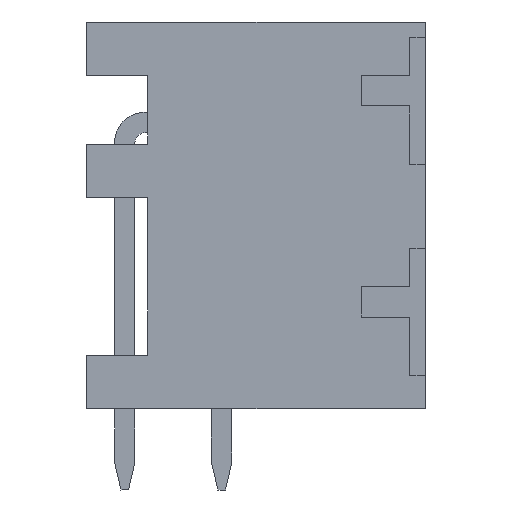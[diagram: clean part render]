
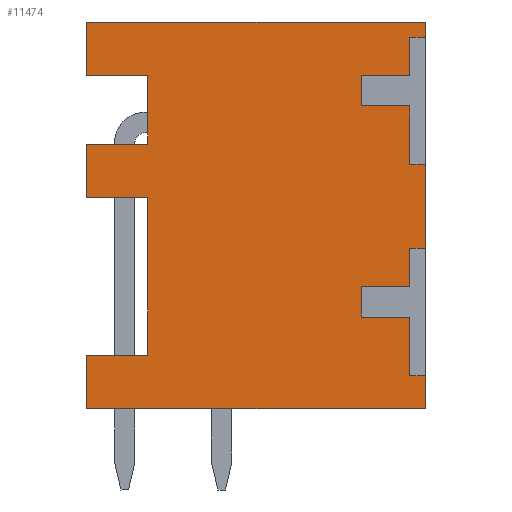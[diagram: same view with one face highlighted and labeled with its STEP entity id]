
A CAD part, left-side view. The second image highlights one B-rep face of the part: STEP entity #11474.
In plain terms, the highlighted planar face has unit normal (-1, 0, 0).
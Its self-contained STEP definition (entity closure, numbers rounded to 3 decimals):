
#11348=AXIS2_PLACEMENT_3D('Plane Axis2P3D',#11345,#11346,#11347) ;
#280=CARTESIAN_POINT('Vertex',(0.3,0.,18.4)) ;
#283=CARTESIAN_POINT('Line Origine',(0.3,0.,18.1)) ;
#287=CARTESIAN_POINT('Vertex',(0.3,0.,17.8)) ;
#308=CARTESIAN_POINT('Vertex',(0.3,0.,12.8)) ;
#311=CARTESIAN_POINT('Line Origine',(0.3,0.,11.15)) ;
#315=CARTESIAN_POINT('Vertex',(0.3,0.,9.5)) ;
#336=CARTESIAN_POINT('Vertex',(0.3,0.,4.5)) ;
#339=CARTESIAN_POINT('Line Origine',(0.3,0.,3.85)) ;
#343=CARTESIAN_POINT('Vertex',(0.3,0.,3.2)) ;
#5200=CARTESIAN_POINT('Vertex',(0.3,13.3,18.4)) ;
#5203=CARTESIAN_POINT('Line Origine',(0.3,6.65,18.4)) ;
#5309=CARTESIAN_POINT('Vertex',(0.3,13.3,16.3)) ;
#5314=CARTESIAN_POINT('Line Origine',(0.3,13.3,17.35)) ;
#6094=CARTESIAN_POINT('Vertex',(0.3,10.9,16.3)) ;
#6099=CARTESIAN_POINT('Line Origine',(0.3,12.1,16.3)) ;
#6463=CARTESIAN_POINT('Vertex',(0.3,10.9,13.6)) ;
#6468=CARTESIAN_POINT('Line Origine',(0.3,10.9,14.95)) ;
#6832=CARTESIAN_POINT('Vertex',(0.3,13.3,13.6)) ;
#6837=CARTESIAN_POINT('Line Origine',(0.3,12.1,13.6)) ;
#7196=CARTESIAN_POINT('Vertex',(0.3,13.3,11.5)) ;
#7201=CARTESIAN_POINT('Line Origine',(0.3,13.3,12.55)) ;
#8397=CARTESIAN_POINT('Vertex',(0.3,10.9,11.5)) ;
#8402=CARTESIAN_POINT('Line Origine',(0.3,12.1,11.5)) ;
#8761=CARTESIAN_POINT('Vertex',(0.3,10.9,5.3)) ;
#8766=CARTESIAN_POINT('Line Origine',(0.3,10.9,8.4)) ;
#9130=CARTESIAN_POINT('Vertex',(0.3,13.3,5.3)) ;
#9135=CARTESIAN_POINT('Line Origine',(0.3,12.1,5.3)) ;
#9494=CARTESIAN_POINT('Vertex',(0.3,13.3,3.2)) ;
#9499=CARTESIAN_POINT('Line Origine',(0.3,13.3,4.25)) ;
#10691=CARTESIAN_POINT('Line Origine',(0.3,6.65,3.2)) ;
#11345=CARTESIAN_POINT('Axis2P3D Location',(0.3,0.,0.)) ;
#11350=CARTESIAN_POINT('Line Origine',(0.3,0.3,12.8)) ;
#11354=CARTESIAN_POINT('Vertex',(0.3,0.6,12.8)) ;
#11357=CARTESIAN_POINT('Line Origine',(0.3,0.6,13.95)) ;
#11361=CARTESIAN_POINT('Vertex',(0.3,0.6,15.1)) ;
#11364=CARTESIAN_POINT('Line Origine',(0.3,1.55,15.1)) ;
#11368=CARTESIAN_POINT('Vertex',(0.3,2.5,15.1)) ;
#11371=CARTESIAN_POINT('Line Origine',(0.3,2.5,15.7)) ;
#11375=CARTESIAN_POINT('Vertex',(0.3,2.5,16.3)) ;
#11378=CARTESIAN_POINT('Line Origine',(0.3,1.55,16.3)) ;
#11382=CARTESIAN_POINT('Vertex',(0.3,0.6,16.3)) ;
#11385=CARTESIAN_POINT('Line Origine',(0.3,0.6,17.05)) ;
#11389=CARTESIAN_POINT('Vertex',(0.3,0.6,17.8)) ;
#11392=CARTESIAN_POINT('Line Origine',(0.3,0.3,17.8)) ;
#11397=CARTESIAN_POINT('Line Origine',(0.3,0.3,4.5)) ;
#11401=CARTESIAN_POINT('Vertex',(0.3,0.6,4.5)) ;
#11404=CARTESIAN_POINT('Line Origine',(0.3,0.6,5.65)) ;
#11408=CARTESIAN_POINT('Vertex',(0.3,0.6,6.8)) ;
#11411=CARTESIAN_POINT('Line Origine',(0.3,1.55,6.8)) ;
#11415=CARTESIAN_POINT('Vertex',(0.3,2.5,6.8)) ;
#11418=CARTESIAN_POINT('Line Origine',(0.3,2.5,7.4)) ;
#11422=CARTESIAN_POINT('Vertex',(0.3,2.5,8.)) ;
#11425=CARTESIAN_POINT('Line Origine',(0.3,1.55,8.)) ;
#11429=CARTESIAN_POINT('Vertex',(0.3,0.6,8.)) ;
#11432=CARTESIAN_POINT('Line Origine',(0.3,0.6,8.75)) ;
#11436=CARTESIAN_POINT('Vertex',(0.3,0.6,9.5)) ;
#11439=CARTESIAN_POINT('Line Origine',(0.3,0.3,9.5)) ;
#284=DIRECTION('Vector Direction',(0.,0.,-1.)) ;
#312=DIRECTION('Vector Direction',(0.,0.,-1.)) ;
#340=DIRECTION('Vector Direction',(0.,0.,-1.)) ;
#5204=DIRECTION('Vector Direction',(0.,-1.,0.)) ;
#5315=DIRECTION('Vector Direction',(0.,0.,1.)) ;
#6100=DIRECTION('Vector Direction',(0.,1.,0.)) ;
#6469=DIRECTION('Vector Direction',(0.,0.,1.)) ;
#6838=DIRECTION('Vector Direction',(0.,-1.,0.)) ;
#7202=DIRECTION('Vector Direction',(0.,0.,1.)) ;
#8403=DIRECTION('Vector Direction',(0.,1.,0.)) ;
#8767=DIRECTION('Vector Direction',(0.,0.,1.)) ;
#9136=DIRECTION('Vector Direction',(0.,-1.,0.)) ;
#9500=DIRECTION('Vector Direction',(0.,0.,1.)) ;
#10692=DIRECTION('Vector Direction',(0.,1.,0.)) ;
#11346=DIRECTION('Axis2P3D Direction',(-1.,0.,0.)) ;
#11347=DIRECTION('Axis2P3D XDirection',(0.,-1.,0.)) ;
#11351=DIRECTION('Vector Direction',(0.,1.,0.)) ;
#11358=DIRECTION('Vector Direction',(0.,0.,1.)) ;
#11365=DIRECTION('Vector Direction',(0.,1.,0.)) ;
#11372=DIRECTION('Vector Direction',(0.,0.,1.)) ;
#11379=DIRECTION('Vector Direction',(0.,-1.,0.)) ;
#11386=DIRECTION('Vector Direction',(0.,0.,1.)) ;
#11393=DIRECTION('Vector Direction',(0.,-1.,0.)) ;
#11398=DIRECTION('Vector Direction',(0.,1.,0.)) ;
#11405=DIRECTION('Vector Direction',(0.,0.,1.)) ;
#11412=DIRECTION('Vector Direction',(0.,1.,0.)) ;
#11419=DIRECTION('Vector Direction',(0.,0.,1.)) ;
#11426=DIRECTION('Vector Direction',(0.,-1.,0.)) ;
#11433=DIRECTION('Vector Direction',(0.,0.,1.)) ;
#11440=DIRECTION('Vector Direction',(0.,-1.,0.)) ;
#285=VECTOR('Line Direction',#284,1.) ;
#313=VECTOR('Line Direction',#312,1.) ;
#341=VECTOR('Line Direction',#340,1.) ;
#5205=VECTOR('Line Direction',#5204,1.) ;
#5316=VECTOR('Line Direction',#5315,1.) ;
#6101=VECTOR('Line Direction',#6100,1.) ;
#6470=VECTOR('Line Direction',#6469,1.) ;
#6839=VECTOR('Line Direction',#6838,1.) ;
#7203=VECTOR('Line Direction',#7202,1.) ;
#8404=VECTOR('Line Direction',#8403,1.) ;
#8768=VECTOR('Line Direction',#8767,1.) ;
#9137=VECTOR('Line Direction',#9136,1.) ;
#9501=VECTOR('Line Direction',#9500,1.) ;
#10693=VECTOR('Line Direction',#10692,1.) ;
#11352=VECTOR('Line Direction',#11351,1.) ;
#11359=VECTOR('Line Direction',#11358,1.) ;
#11366=VECTOR('Line Direction',#11365,1.) ;
#11373=VECTOR('Line Direction',#11372,1.) ;
#11380=VECTOR('Line Direction',#11379,1.) ;
#11387=VECTOR('Line Direction',#11386,1.) ;
#11394=VECTOR('Line Direction',#11393,1.) ;
#11399=VECTOR('Line Direction',#11398,1.) ;
#11406=VECTOR('Line Direction',#11405,1.) ;
#11413=VECTOR('Line Direction',#11412,1.) ;
#11420=VECTOR('Line Direction',#11419,1.) ;
#11427=VECTOR('Line Direction',#11426,1.) ;
#11434=VECTOR('Line Direction',#11433,1.) ;
#11441=VECTOR('Line Direction',#11440,1.) ;
#11445=ORIENTED_EDGE('',*,*,#317,.T.) ;
#11446=ORIENTED_EDGE('',*,*,#11356,.F.) ;
#11447=ORIENTED_EDGE('',*,*,#11363,.F.) ;
#11448=ORIENTED_EDGE('',*,*,#11370,.F.) ;
#11449=ORIENTED_EDGE('',*,*,#11377,.F.) ;
#11450=ORIENTED_EDGE('',*,*,#11384,.F.) ;
#11451=ORIENTED_EDGE('',*,*,#11391,.F.) ;
#11452=ORIENTED_EDGE('',*,*,#11396,.F.) ;
#11453=ORIENTED_EDGE('',*,*,#289,.T.) ;
#11454=ORIENTED_EDGE('',*,*,#5207,.T.) ;
#11455=ORIENTED_EDGE('',*,*,#5318,.T.) ;
#11456=ORIENTED_EDGE('',*,*,#6103,.T.) ;
#11457=ORIENTED_EDGE('',*,*,#6472,.T.) ;
#11458=ORIENTED_EDGE('',*,*,#6841,.T.) ;
#11459=ORIENTED_EDGE('',*,*,#7205,.T.) ;
#11460=ORIENTED_EDGE('',*,*,#8406,.T.) ;
#11461=ORIENTED_EDGE('',*,*,#8770,.T.) ;
#11462=ORIENTED_EDGE('',*,*,#9139,.T.) ;
#11463=ORIENTED_EDGE('',*,*,#9503,.T.) ;
#11464=ORIENTED_EDGE('',*,*,#10695,.T.) ;
#11465=ORIENTED_EDGE('',*,*,#345,.T.) ;
#11466=ORIENTED_EDGE('',*,*,#11403,.F.) ;
#11467=ORIENTED_EDGE('',*,*,#11410,.F.) ;
#11468=ORIENTED_EDGE('',*,*,#11417,.F.) ;
#11469=ORIENTED_EDGE('',*,*,#11424,.F.) ;
#11470=ORIENTED_EDGE('',*,*,#11431,.F.) ;
#11471=ORIENTED_EDGE('',*,*,#11438,.F.) ;
#11472=ORIENTED_EDGE('',*,*,#11443,.F.) ;
#11474=ADVANCED_FACE('HOUSING',(#11473),#11349,.T.) ;
#289=EDGE_CURVE('',#288,#281,#286,.F.) ;
#317=EDGE_CURVE('',#316,#309,#314,.F.) ;
#345=EDGE_CURVE('',#344,#337,#342,.F.) ;
#5207=EDGE_CURVE('',#281,#5201,#5206,.F.) ;
#5318=EDGE_CURVE('',#5201,#5310,#5317,.F.) ;
#6103=EDGE_CURVE('',#5310,#6095,#6102,.F.) ;
#6472=EDGE_CURVE('',#6095,#6464,#6471,.F.) ;
#6841=EDGE_CURVE('',#6464,#6833,#6840,.F.) ;
#7205=EDGE_CURVE('',#6833,#7197,#7204,.F.) ;
#8406=EDGE_CURVE('',#7197,#8398,#8405,.F.) ;
#8770=EDGE_CURVE('',#8398,#8762,#8769,.F.) ;
#9139=EDGE_CURVE('',#8762,#9131,#9138,.F.) ;
#9503=EDGE_CURVE('',#9131,#9495,#9502,.F.) ;
#10695=EDGE_CURVE('',#9495,#344,#10694,.F.) ;
#11356=EDGE_CURVE('',#11355,#309,#11353,.F.) ;
#11363=EDGE_CURVE('',#11362,#11355,#11360,.F.) ;
#11370=EDGE_CURVE('',#11369,#11362,#11367,.F.) ;
#11377=EDGE_CURVE('',#11376,#11369,#11374,.F.) ;
#11384=EDGE_CURVE('',#11383,#11376,#11381,.F.) ;
#11391=EDGE_CURVE('',#11390,#11383,#11388,.F.) ;
#11396=EDGE_CURVE('',#288,#11390,#11395,.F.) ;
#11403=EDGE_CURVE('',#11402,#337,#11400,.F.) ;
#11410=EDGE_CURVE('',#11409,#11402,#11407,.F.) ;
#11417=EDGE_CURVE('',#11416,#11409,#11414,.F.) ;
#11424=EDGE_CURVE('',#11423,#11416,#11421,.F.) ;
#11431=EDGE_CURVE('',#11430,#11423,#11428,.F.) ;
#11438=EDGE_CURVE('',#11437,#11430,#11435,.F.) ;
#11443=EDGE_CURVE('',#316,#11437,#11442,.F.) ;
#11444=EDGE_LOOP('',(#11445,#11446,#11447,#11448,#11449,#11450,#11451,#11452,#11453,#11454,#11455,#11456,#11457,#11458,#11459,#11460,#11461,#11462,#11463,#11464,#11465,#11466,#11467,#11468,#11469,#11470,#11471,#11472)) ;
#11473=FACE_OUTER_BOUND('',#11444,.T.) ;
#286=LINE('Line',#283,#285) ;
#314=LINE('Line',#311,#313) ;
#342=LINE('Line',#339,#341) ;
#5206=LINE('Line',#5203,#5205) ;
#5317=LINE('Line',#5314,#5316) ;
#6102=LINE('Line',#6099,#6101) ;
#6471=LINE('Line',#6468,#6470) ;
#6840=LINE('Line',#6837,#6839) ;
#7204=LINE('Line',#7201,#7203) ;
#8405=LINE('Line',#8402,#8404) ;
#8769=LINE('Line',#8766,#8768) ;
#9138=LINE('Line',#9135,#9137) ;
#9502=LINE('Line',#9499,#9501) ;
#10694=LINE('Line',#10691,#10693) ;
#11353=LINE('Line',#11350,#11352) ;
#11360=LINE('Line',#11357,#11359) ;
#11367=LINE('Line',#11364,#11366) ;
#11374=LINE('Line',#11371,#11373) ;
#11381=LINE('Line',#11378,#11380) ;
#11388=LINE('Line',#11385,#11387) ;
#11395=LINE('Line',#11392,#11394) ;
#11400=LINE('Line',#11397,#11399) ;
#11407=LINE('Line',#11404,#11406) ;
#11414=LINE('Line',#11411,#11413) ;
#11421=LINE('Line',#11418,#11420) ;
#11428=LINE('Line',#11425,#11427) ;
#11435=LINE('Line',#11432,#11434) ;
#11442=LINE('Line',#11439,#11441) ;
#11349=PLANE('',#11348) ;
#281=VERTEX_POINT('',#280) ;
#288=VERTEX_POINT('',#287) ;
#309=VERTEX_POINT('',#308) ;
#316=VERTEX_POINT('',#315) ;
#337=VERTEX_POINT('',#336) ;
#344=VERTEX_POINT('',#343) ;
#5201=VERTEX_POINT('',#5200) ;
#5310=VERTEX_POINT('',#5309) ;
#6095=VERTEX_POINT('',#6094) ;
#6464=VERTEX_POINT('',#6463) ;
#6833=VERTEX_POINT('',#6832) ;
#7197=VERTEX_POINT('',#7196) ;
#8398=VERTEX_POINT('',#8397) ;
#8762=VERTEX_POINT('',#8761) ;
#9131=VERTEX_POINT('',#9130) ;
#9495=VERTEX_POINT('',#9494) ;
#11355=VERTEX_POINT('',#11354) ;
#11362=VERTEX_POINT('',#11361) ;
#11369=VERTEX_POINT('',#11368) ;
#11376=VERTEX_POINT('',#11375) ;
#11383=VERTEX_POINT('',#11382) ;
#11390=VERTEX_POINT('',#11389) ;
#11402=VERTEX_POINT('',#11401) ;
#11409=VERTEX_POINT('',#11408) ;
#11416=VERTEX_POINT('',#11415) ;
#11423=VERTEX_POINT('',#11422) ;
#11430=VERTEX_POINT('',#11429) ;
#11437=VERTEX_POINT('',#11436) ;
